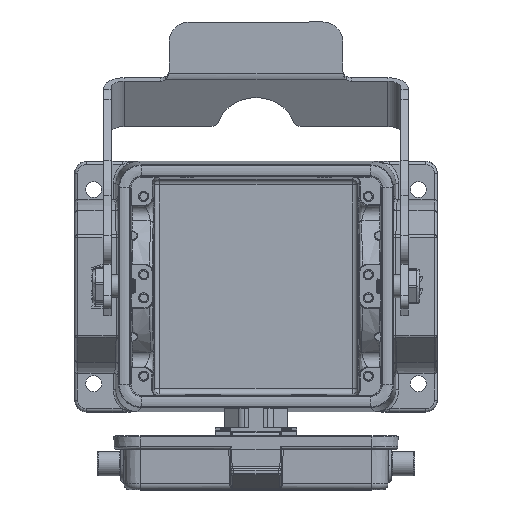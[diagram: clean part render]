
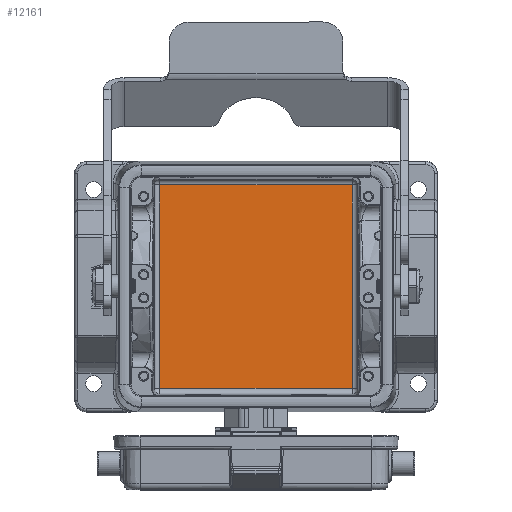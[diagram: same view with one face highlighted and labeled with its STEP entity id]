
A CAD part, top view. The second image highlights one B-rep face of the part: STEP entity #12161.
In plain terms, the highlighted planar face has unit normal (0, 0, 1).
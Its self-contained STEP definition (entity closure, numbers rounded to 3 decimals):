
#10966=FACE_OUTER_BOUND('',#17075,.T.);
#12161=ADVANCED_FACE('',(#10966),#12849,.T.);
#12849=PLANE('',#30831);
#13998=LINE('',#68014,#15405);
#13999=LINE('',#68016,#15406);
#14000=LINE('',#68019,#15407);
#14001=LINE('',#68020,#15408);
#15405=VECTOR('',#35683,1.);
#15406=VECTOR('',#35686,1.);
#15407=VECTOR('',#35687,1.);
#15408=VECTOR('',#35688,1.);
#17075=EDGE_LOOP('',(#21561,#21562,#21563,#21564));
#21561=ORIENTED_EDGE('',*,*,#27449,.T.);
#21562=ORIENTED_EDGE('',*,*,#27450,.T.);
#21563=ORIENTED_EDGE('',*,*,#27448,.T.);
#21564=ORIENTED_EDGE('',*,*,#27451,.T.);
#24826=VERTEX_POINT('',#68009);
#24827=VERTEX_POINT('',#68013);
#24828=VERTEX_POINT('',#68017);
#24829=VERTEX_POINT('',#68018);
#27448=EDGE_CURVE('',#24827,#24826,#13998,.T.);
#27449=EDGE_CURVE('',#24828,#24829,#13999,.T.);
#27450=EDGE_CURVE('',#24829,#24827,#14000,.T.);
#27451=EDGE_CURVE('',#24826,#24828,#14001,.T.);
#30831=AXIS2_PLACEMENT_3D('',#68021,#35689,#35690);
#35683=DIRECTION('',(0.,1.,0.));
#35686=DIRECTION('',(0.,-1.,0.));
#35687=DIRECTION('',(1.,0.,0.));
#35688=DIRECTION('',(-1.,0.,0.));
#35689=DIRECTION('',(0.,0.,1.));
#35690=DIRECTION('',(1.,0.,0.));
#68009=CARTESIAN_POINT('',(33.129,35.078,-37.55));
#68013=CARTESIAN_POINT('',(33.129,-35.078,-37.55));
#68014=CARTESIAN_POINT('',(33.129,-35.078,-37.55));
#68016=CARTESIAN_POINT('',(-33.129,35.078,-37.55));
#68017=CARTESIAN_POINT('',(-33.129,35.078,-37.55));
#68018=CARTESIAN_POINT('',(-33.129,-35.078,-37.55));
#68019=CARTESIAN_POINT('',(0.,-35.078,-37.55));
#68020=CARTESIAN_POINT('',(0.,35.078,-37.55));
#68021=CARTESIAN_POINT('',(0.,0.,-37.55));
